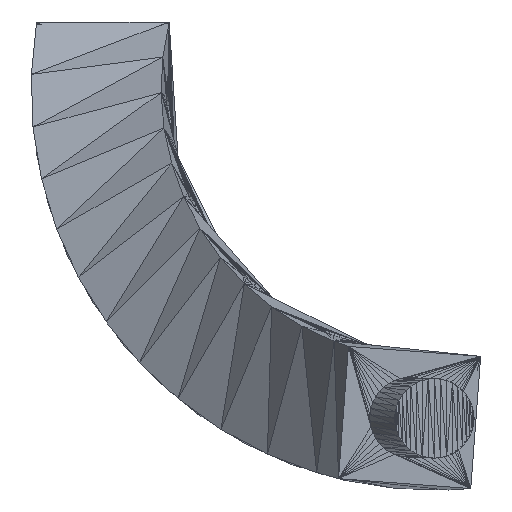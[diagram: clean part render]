
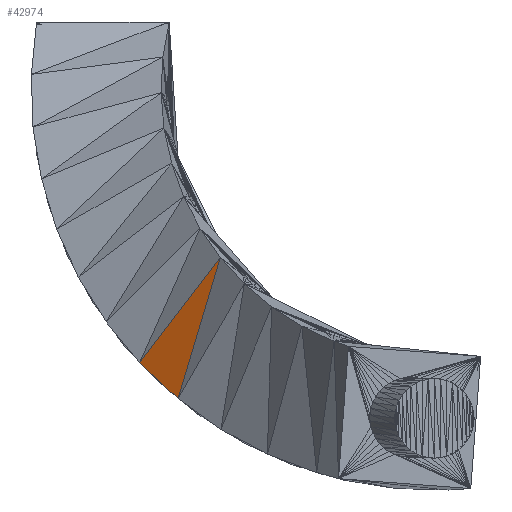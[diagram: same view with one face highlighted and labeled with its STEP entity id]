
A CAD part, top view. The second image highlights one B-rep face of the part: STEP entity #42974.
In plain terms, the highlighted planar face has unit normal (0.633, -0.486, -0.602).
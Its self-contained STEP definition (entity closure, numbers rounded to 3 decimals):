
#20897 = VERTEX_POINT('',#20898);
#20898 = CARTESIAN_POINT('',(-119.589,18.215,36.75));
#20993 = PLANE('',#20994);
#20994 = AXIS2_PLACEMENT_3D('',#20995,#20996,#20997);
#20995 = CARTESIAN_POINT('',(-115.824,15.178,
    38.308));
#20996 = DIRECTION('',(-0.607,-0.791,-0.075
    ));
#20997 = DIRECTION('',(-0.793,0.609,0.));
#21059 = EDGE_CURVE('',#21060,#20897,#21062,.T.);
#21060 = VERTEX_POINT('',#21061);
#21061 = CARTESIAN_POINT('',(-116.69,15.491,42.));
#21062 = SURFACE_CURVE('',#21063,(#21067,#21074),.PCURVE_S1.);
#21063 = LINE('',#21064,#21065);
#21064 = CARTESIAN_POINT('',(-116.69,15.491,42.));
#21065 = VECTOR('',#21066,1.);
#21066 = DIRECTION('',(-0.44,0.414,-0.797));
#21067 = PCURVE('',#20993,#21068);
#21068 = DEFINITIONAL_REPRESENTATION('',(#21069),#21073);
#21069 = LINE('',#21070,#21071);
#21070 = CARTESIAN_POINT('',(0.877,-3.703));
#21071 = VECTOR('',#21072,1.);
#21072 = DIRECTION('',(0.601,0.799));
#21073 = ( GEOMETRIC_REPRESENTATION_CONTEXT(2) 
PARAMETRIC_REPRESENTATION_CONTEXT() REPRESENTATION_CONTEXT('2D SPACE',''
  ) );
#21074 = PCURVE('',#21075,#21080);
#21075 = PLANE('',#21076);
#21076 = AXIS2_PLACEMENT_3D('',#21077,#21078,#21079);
#21077 = CARTESIAN_POINT('',(-116.292,20.387,
    38.466));
#21078 = DIRECTION('',(0.633,-0.486,-0.602));
#21079 = DIRECTION('',(0.689,0.,0.725));
#21080 = DEFINITIONAL_REPRESENTATION('',(#21081),#21084);
#21081 = B_SPLINE_CURVE_WITH_KNOTS('',1,(#21082,#21083),.UNSPECIFIED.,
  .F.,.F.,(2,2),(0.,6.587),.PIECEWISE_BEZIER_KNOTS.);
#21082 = CARTESIAN_POINT('',(2.287,5.602));
#21083 = CARTESIAN_POINT('',(-3.516,2.485));
#21084 = ( GEOMETRIC_REPRESENTATION_CONTEXT(2) 
PARAMETRIC_REPRESENTATION_CONTEXT() REPRESENTATION_CONTEXT('2D SPACE',''
  ) );
#24334 = VERTEX_POINT('',#24335);
#24335 = CARTESIAN_POINT('',(-113.502,26.149,36.75));
#24374 = PLANE('',#24375);
#24375 = AXIS2_PLACEMENT_3D('',#24376,#24377,#24378);
#24376 = CARTESIAN_POINT('',(-114.251,21.372,
    40.306));
#24377 = DIRECTION('',(0.778,-0.449,-0.439));
#24378 = DIRECTION('',(0.5,0.866,0.));
#25097 = PLANE('',#25098);
#25098 = AXIS2_PLACEMENT_3D('',#25099,#25100,#25101);
#25099 = CARTESIAN_POINT('',(-116.404,23.727,
    35.056));
#25100 = DIRECTION('',(-0.713,0.547,0.439));
#25101 = DIRECTION('',(-0.609,-0.793,0.));
#26231 = EDGE_CURVE('',#20897,#24334,#26232,.T.);
#26232 = SURFACE_CURVE('',#26233,(#26237,#26244),.PCURVE_S1.);
#26233 = LINE('',#26234,#26235);
#26234 = CARTESIAN_POINT('',(-119.589,18.215,36.75));
#26235 = VECTOR('',#26236,1.);
#26236 = DIRECTION('',(0.609,0.793,0.));
#26237 = PCURVE('',#25097,#26238);
#26238 = DEFINITIONAL_REPRESENTATION('',(#26239),#26243);
#26239 = LINE('',#26240,#26241);
#26240 = CARTESIAN_POINT('',(6.312,1.886));
#26241 = VECTOR('',#26242,1.);
#26242 = DIRECTION('',(-1.,0.));
#26243 = ( GEOMETRIC_REPRESENTATION_CONTEXT(2) 
PARAMETRIC_REPRESENTATION_CONTEXT() REPRESENTATION_CONTEXT('2D SPACE',''
  ) );
#26244 = PCURVE('',#21075,#26245);
#26245 = DEFINITIONAL_REPRESENTATION('',(#26246),#26249);
#26246 = B_SPLINE_CURVE_WITH_KNOTS('',1,(#26247,#26248),.UNSPECIFIED.,
  .F.,.F.,(2,2),(0.,10.),.PIECEWISE_BEZIER_KNOTS.);
#26247 = CARTESIAN_POINT('',(-3.516,2.485));
#26248 = CARTESIAN_POINT('',(0.678,-6.593));
#26249 = ( GEOMETRIC_REPRESENTATION_CONTEXT(2) 
PARAMETRIC_REPRESENTATION_CONTEXT() REPRESENTATION_CONTEXT('2D SPACE',''
  ) );
#26255 = EDGE_CURVE('',#24334,#21060,#26256,.T.);
#26256 = SURFACE_CURVE('',#26257,(#26261,#26268),.PCURVE_S1.);
#26257 = LINE('',#26258,#26259);
#26258 = CARTESIAN_POINT('',(-113.502,26.149,36.75));
#26259 = VECTOR('',#26260,1.);
#26260 = DIRECTION('',(-0.259,-0.866,0.427));
#26261 = PCURVE('',#24374,#26262);
#26262 = DEFINITIONAL_REPRESENTATION('',(#26263),#26267);
#26263 = LINE('',#26264,#26265);
#26264 = CARTESIAN_POINT('',(4.512,-3.958));
#26265 = VECTOR('',#26266,1.);
#26266 = DIRECTION('',(-0.88,0.475));
#26267 = ( GEOMETRIC_REPRESENTATION_CONTEXT(2) 
PARAMETRIC_REPRESENTATION_CONTEXT() REPRESENTATION_CONTEXT('2D SPACE',''
  ) );
#26268 = PCURVE('',#21075,#26269);
#26269 = DEFINITIONAL_REPRESENTATION('',(#26270),#26273);
#26270 = B_SPLINE_CURVE_WITH_KNOTS('',1,(#26271,#26272),.UNSPECIFIED.,
  .F.,.F.,(2,2),(0.,12.301),.PIECEWISE_BEZIER_KNOTS.);
#26271 = CARTESIAN_POINT('',(0.678,-6.593));
#26272 = CARTESIAN_POINT('',(2.287,5.602));
#26273 = ( GEOMETRIC_REPRESENTATION_CONTEXT(2) 
PARAMETRIC_REPRESENTATION_CONTEXT() REPRESENTATION_CONTEXT('2D SPACE',''
  ) );
#42974 = ADVANCED_FACE('',(#42975),#21075,.T.);
#42975 = FACE_BOUND('',#42976,.F.);
#42976 = EDGE_LOOP('',(#42977,#42978,#42979));
#42977 = ORIENTED_EDGE('',*,*,#26231,.F.);
#42978 = ORIENTED_EDGE('',*,*,#21059,.F.);
#42979 = ORIENTED_EDGE('',*,*,#26255,.F.);
